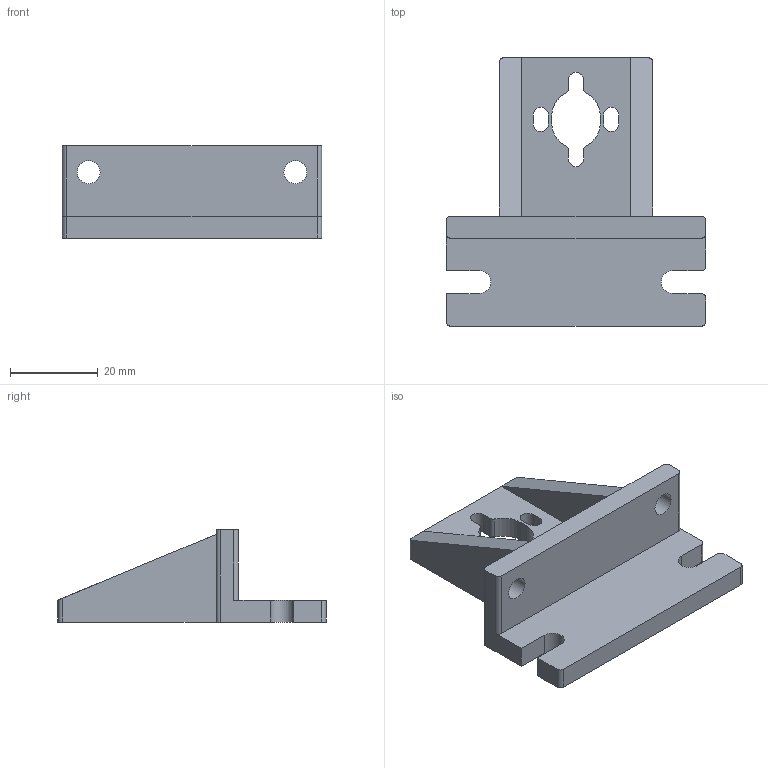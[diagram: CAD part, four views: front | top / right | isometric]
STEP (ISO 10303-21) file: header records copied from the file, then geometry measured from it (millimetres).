
FILE_DESCRIPTION(/* description */ (''),/* implementation_level */ '2;1');
FILE_NAME(/* name */ 'Z Nut Braket 1.0.stp',/* time_stamp */ '2017-07-03T02:17:32-07:00',/* author */ ('josev'),/* organization */ (''),/* preprocessor_version */ 'ST-DEVELOPER v16.5',/* originating_system */ 'Autodesk Inventor 2017',/* authorisation */ '');
FILE_SCHEMA (('AUTOMOTIVE_DESIGN { 1 0 10303 214 3 1 1 }'));
Length unit declared in the file: millimetre
Products named in the file (1): Z Nut Braket 1.0
Bounding box: 59 x 61 x 21 mm (x, y, z)
Volume: 19472.3 mm3; surface area: 9747.4 mm2
Topology: 1 solids, 1 shells, 64 faces, 184 edges, 122 vertices
Faces by surface type: cylinder 32, plane 32
Full cylindrical faces by diameter (mm): 5.2 x2
Entity records: 2156 total; most frequent: DIRECTION 376, CARTESIAN_POINT 369, ORIENTED_EDGE 364, EDGE_CURVE 182, AXIS2_PLACEMENT_3D 129, VERTEX_POINT 122, LINE 118, VECTOR 118
